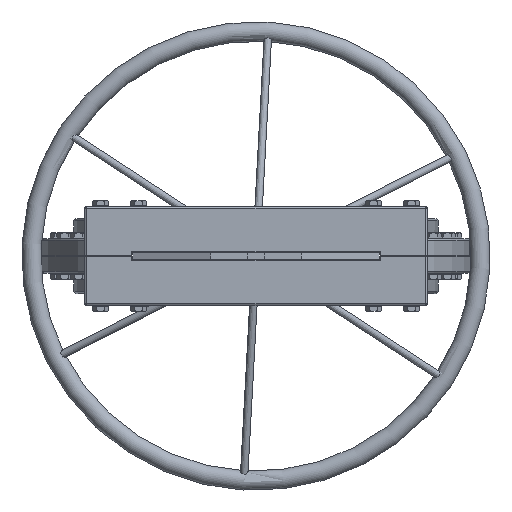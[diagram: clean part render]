
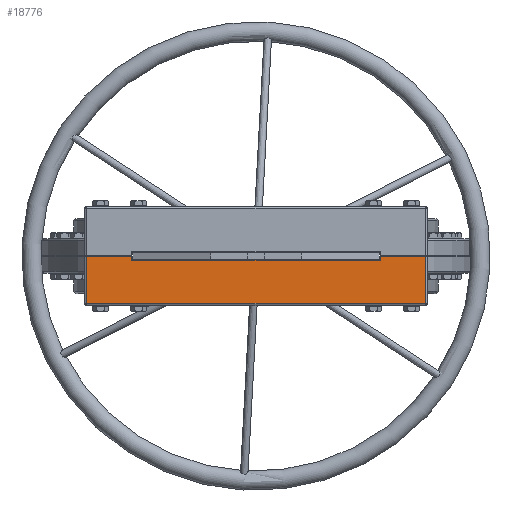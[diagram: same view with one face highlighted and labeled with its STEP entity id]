
A CAD part, front view. The second image highlights one B-rep face of the part: STEP entity #18776.
In plain terms, the highlighted planar face has unit normal (0, -1, 0).
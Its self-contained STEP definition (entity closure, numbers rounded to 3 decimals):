
#1309=PLANE('',#21000);
#1704=LINE('',#28762,#2932);
#1707=LINE('',#28790,#2935);
#1740=LINE('',#28947,#2968);
#1801=LINE('',#29240,#3029);
#1806=LINE('',#29277,#3034);
#2309=LINE('',#32025,#3537);
#2314=LINE('',#32032,#3542);
#2327=LINE('',#32075,#3555);
#2932=VECTOR('',#22513,10.);
#2935=VECTOR('',#22544,10.);
#2968=VECTOR('',#22733,10.);
#3029=VECTOR('',#23040,10.);
#3034=VECTOR('',#23075,10.);
#3537=VECTOR('',#25694,10.);
#3542=VECTOR('',#25701,10.);
#3555=VECTOR('',#25760,10.);
#5177=FACE_OUTER_BOUND('',#6403,.T.);
#6403=EDGE_LOOP('',(#16392,#16393,#16394,#16395,#16396,#16397,#16398,#16399));
#8142=VERTEX_POINT('',#28755);
#8144=VERTEX_POINT('',#28760);
#8151=VERTEX_POINT('',#28779);
#8154=VERTEX_POINT('',#28786);
#8310=VERTEX_POINT('',#29238);
#8327=VERTEX_POINT('',#29276);
#9062=VERTEX_POINT('',#32024);
#9063=VERTEX_POINT('',#32030);
#9904=EDGE_CURVE('',#8144,#8142,#1704,.T.);
#9917=EDGE_CURVE('',#8151,#8154,#1707,.T.);
#9998=EDGE_CURVE('',#8142,#8151,#1740,.T.);
#10148=EDGE_CURVE('',#8310,#8144,#1801,.T.);
#10166=EDGE_CURVE('',#8154,#8327,#1806,.T.);
#11333=EDGE_CURVE('',#9062,#8327,#2309,.T.);
#11338=EDGE_CURVE('',#8310,#9063,#2314,.T.);
#11357=EDGE_CURVE('',#9063,#9062,#2327,.T.);
#16392=ORIENTED_EDGE('',*,*,#9904,.F.);
#16393=ORIENTED_EDGE('',*,*,#10148,.F.);
#16394=ORIENTED_EDGE('',*,*,#11338,.T.);
#16395=ORIENTED_EDGE('',*,*,#11357,.T.);
#16396=ORIENTED_EDGE('',*,*,#11333,.T.);
#16397=ORIENTED_EDGE('',*,*,#10166,.F.);
#16398=ORIENTED_EDGE('',*,*,#9917,.F.);
#16399=ORIENTED_EDGE('',*,*,#9998,.F.);
#18776=ADVANCED_FACE('',(#5177),#1309,.F.);
#21000=AXIS2_PLACEMENT_3D('',#32529,#26392,#26393);
#22513=DIRECTION('',(0.,0.,-1.));
#22544=DIRECTION('',(0.,0.,1.));
#22733=DIRECTION('',(-1.,0.,0.));
#23040=DIRECTION('',(1.,0.,0.));
#23075=DIRECTION('',(1.,0.,0.));
#25694=DIRECTION('',(0.,0.,1.));
#25701=DIRECTION('',(0.,0.,-1.));
#25760=DIRECTION('',(-1.,0.,0.));
#26392=DIRECTION('center_axis',(0.,1.,0.));
#26393=DIRECTION('ref_axis',(1.,0.,0.));
#28755=CARTESIAN_POINT('',(158.,-292.5,-44.25));
#28760=CARTESIAN_POINT('',(158.,-292.5,-0.25));
#28762=CARTESIAN_POINT('',(158.,-292.5,-0.25));
#28779=CARTESIAN_POINT('',(-158.,-292.5,-44.25));
#28786=CARTESIAN_POINT('',(-158.,-292.5,-0.25));
#28790=CARTESIAN_POINT('',(-158.,-292.5,-0.25));
#28947=CARTESIAN_POINT('',(-80.,-292.5,-44.25));
#29238=CARTESIAN_POINT('',(116.,-292.5,-0.25));
#29240=CARTESIAN_POINT('',(-160.,-292.5,-0.25));
#29276=CARTESIAN_POINT('',(-116.,-292.5,-0.25));
#29277=CARTESIAN_POINT('',(-160.,-292.5,-0.25));
#32024=CARTESIAN_POINT('',(-116.,-292.5,-4.));
#32025=CARTESIAN_POINT('',(-116.,-292.5,-2.125));
#32030=CARTESIAN_POINT('',(116.,-292.5,-4.));
#32032=CARTESIAN_POINT('',(116.,-292.5,1.875));
#32075=CARTESIAN_POINT('',(-22.,-292.5,-4.));
#32529=CARTESIAN_POINT('Origin',(-160.,-292.5,-0.25));
